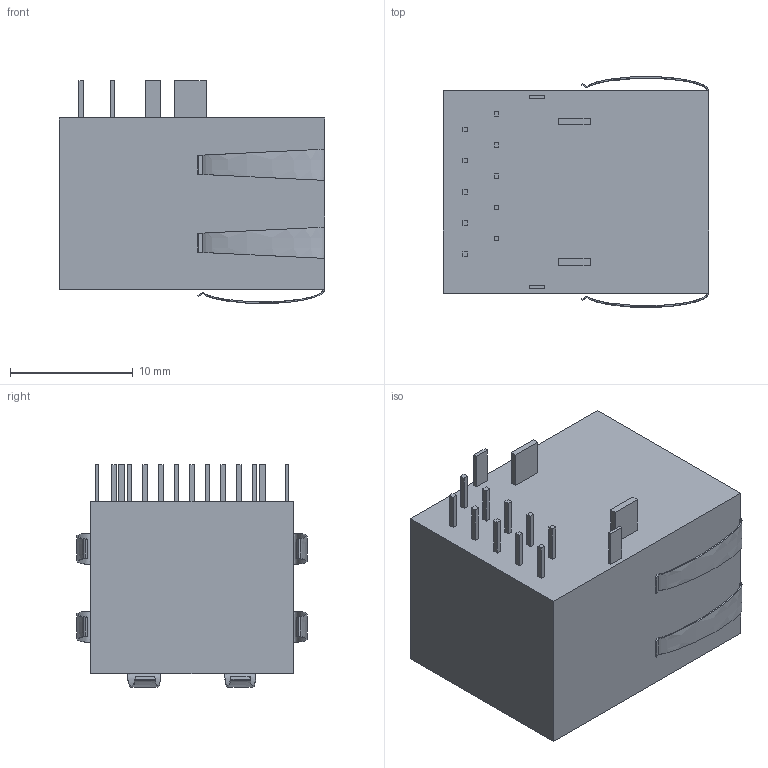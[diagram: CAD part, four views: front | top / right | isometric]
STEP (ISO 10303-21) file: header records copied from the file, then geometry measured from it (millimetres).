
FILE_DESCRIPTION((''),'2;1');
FILE_NAME('ETHERNET_CONNECTOR','2012-05-06T',('KemenB'),(''),'PRO/ENGINEER BY PARAMETRIC TECHNOLOGY CORPORATION, 2009440','PRO/ENGINEER BY PARAMETRIC TECHNOLOGY CORPORATION, 2009440','');
FILE_SCHEMA(('CONFIG_CONTROL_DESIGN'));
Length unit declared in the file: inch
Products named in the file (1): ETHERNET_CONNECTOR
Bounding box: 21.59 x 18.77 x 18.15 mm (x, y, z)
Surface area: 3015.8 mm2 (no closed solid volume)
Topology: 0 solids, 0 shells, 129 faces, 972 edges, 1296 vertices
Faces by surface type: bspline 129
Entity records: 13342 total; most frequent: CARTESIAN_POINT 6039, DIRECTION 1206, VECTOR 1200, LINE 1200, TRIMMED_CURVE 1200, DEFINITIONAL_REPRESENTATION 648, PCURVE 648, COMPOSITE_CURVE_SEGMENT 648
